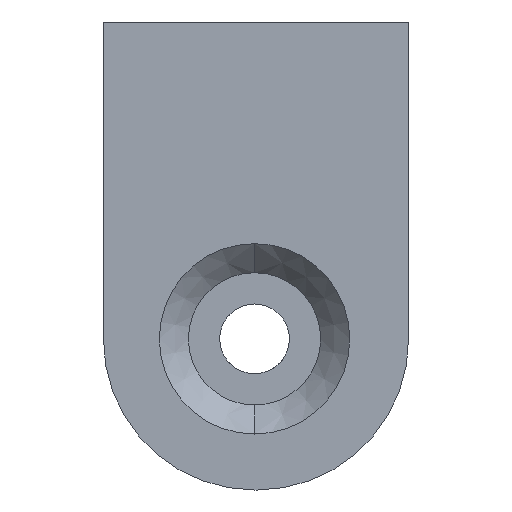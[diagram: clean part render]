
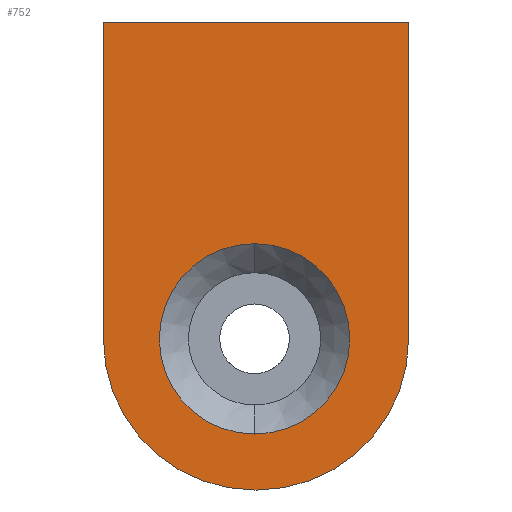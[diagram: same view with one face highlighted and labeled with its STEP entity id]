
A CAD part, front view. The second image highlights one B-rep face of the part: STEP entity #752.
In plain terms, the highlighted planar face has unit normal (0, -1, 0).
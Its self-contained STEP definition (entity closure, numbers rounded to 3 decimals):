
#4 = AXIS2_PLACEMENT_3D ( 'NONE', #868, #453, #42 ) ;
#10 = ORIENTED_EDGE ( 'NONE', *, *, #70, .F. ) ;
#18 = CARTESIAN_POINT ( 'NONE',  ( -5.3, 0., 5.2 ) ) ;
#27 = VERTEX_POINT ( 'NONE', #268 ) ;
#35 = DIRECTION ( 'NONE',  ( -1., 0., 0. ) ) ;
#42 = DIRECTION ( 'NONE',  ( 0., 0., 1. ) ) ;
#67 = FACE_BOUND ( 'NONE', #231, .T. ) ;
#69 = CARTESIAN_POINT ( 'NONE',  ( 0., 0., 16.1 ) ) ;
#70 = EDGE_CURVE ( 'NONE', #694, #262, #196, .T. ) ;
#71 = LINE ( 'NONE', #431, #781 ) ;
#80 = DIRECTION ( 'NONE',  ( 0., 1., 0. ) ) ;
#133 = EDGE_CURVE ( 'NONE', #828, #27, #730, .T. ) ;
#145 = CARTESIAN_POINT ( 'NONE',  ( -10.5, 0., 16.1 ) ) ;
#148 = DIRECTION ( 'NONE',  ( 0., -1., 0. ) ) ;
#150 = EDGE_CURVE ( 'NONE', #262, #694, #372, .T. ) ;
#156 = ORIENTED_EDGE ( 'NONE', *, *, #853, .T. ) ;
#162 = DIRECTION ( 'NONE',  ( 1., 0., 0. ) ) ;
#196 = CIRCLE ( 'NONE', #387, 3.275 ) ;
#215 = DIRECTION ( 'NONE',  ( 0., 0., 1. ) ) ;
#231 = EDGE_LOOP ( 'NONE', ( #10, #551 ) ) ;
#255 = EDGE_CURVE ( 'NONE', #664, #828, #71, .T. ) ;
#262 = VERTEX_POINT ( 'NONE', #857 ) ;
#268 = CARTESIAN_POINT ( 'NONE',  ( -10.5, 0., 5.2 ) ) ;
#285 = ORIENTED_EDGE ( 'NONE', *, *, #133, .T. ) ;
#300 = DIRECTION ( 'NONE',  ( 0., 0., -1. ) ) ;
#307 = CIRCLE ( 'NONE', #4, 5.2 ) ;
#313 = ORIENTED_EDGE ( 'NONE', *, *, #527, .F. ) ;
#315 = DIRECTION ( 'NONE',  ( 0., 0., 1. ) ) ;
#327 = CARTESIAN_POINT ( 'NONE',  ( 0., 0., 5.2 ) ) ;
#346 = CARTESIAN_POINT ( 'NONE',  ( -5.3, 0., 1.925 ) ) ;
#361 = ORIENTED_EDGE ( 'NONE', *, *, #255, .T. ) ;
#363 = CARTESIAN_POINT ( 'NONE',  ( 0., 0., 0. ) ) ;
#371 = DIRECTION ( 'NONE',  ( 0., 0., 1. ) ) ;
#372 = CIRCLE ( 'NONE', #901, 3.275 ) ;
#379 = AXIS2_PLACEMENT_3D ( 'NONE', #886, #595, #464 ) ;
#387 = AXIS2_PLACEMENT_3D ( 'NONE', #18, #148, #502 ) ;
#430 = VERTEX_POINT ( 'NONE', #659 ) ;
#431 = CARTESIAN_POINT ( 'NONE',  ( 0., 0., 16.1 ) ) ;
#441 = EDGE_CURVE ( 'NONE', #559, #27, #307, .T. ) ;
#449 = EDGE_LOOP ( 'NONE', ( #156, #361, #285, #784, #623, #313 ) ) ;
#453 = DIRECTION ( 'NONE',  ( 0., 1., 0. ) ) ;
#464 = DIRECTION ( 'NONE',  ( 0., 0., 1. ) ) ;
#500 = VERTEX_POINT ( 'NONE', #327 ) ;
#502 = DIRECTION ( 'NONE',  ( 0., 0., 1. ) ) ;
#527 = EDGE_CURVE ( 'NONE', #500, #430, #896, .T. ) ;
#542 = VECTOR ( 'NONE', #300, 1000. ) ;
#551 = ORIENTED_EDGE ( 'NONE', *, *, #150, .F. ) ;
#559 = VERTEX_POINT ( 'NONE', #744 ) ;
#565 = LINE ( 'NONE', #363, #789 ) ;
#595 = DIRECTION ( 'NONE',  ( 0., 1., 0. ) ) ;
#623 = ORIENTED_EDGE ( 'NONE', *, *, #867, .T. ) ;
#659 = CARTESIAN_POINT ( 'NONE',  ( -5.2, 0., 0. ) ) ;
#664 = VERTEX_POINT ( 'NONE', #69 ) ;
#694 = VERTEX_POINT ( 'NONE', #346 ) ;
#703 = PLANE ( 'NONE',  #832 ) ;
#730 = LINE ( 'NONE', #860, #542 ) ;
#744 = CARTESIAN_POINT ( 'NONE',  ( -5.3, 0., 0. ) ) ;
#745 = VECTOR ( 'NONE', #371, 1000. ) ;
#752 = ADVANCED_FACE ( 'NONE', ( #67, #882 ), #703, .F. ) ;
#766 = LINE ( 'NONE', #858, #745 ) ;
#781 = VECTOR ( 'NONE', #35, 1000. ) ;
#784 = ORIENTED_EDGE ( 'NONE', *, *, #441, .F. ) ;
#788 = CARTESIAN_POINT ( 'NONE',  ( -5.3, 0., 5.2 ) ) ;
#789 = VECTOR ( 'NONE', #162, 1000. ) ;
#795 = DIRECTION ( 'NONE',  ( 0., -1., 0. ) ) ;
#828 = VERTEX_POINT ( 'NONE', #145 ) ;
#832 = AXIS2_PLACEMENT_3D ( 'NONE', #834, #80, #215 ) ;
#834 = CARTESIAN_POINT ( 'NONE',  ( 0., 0., 0. ) ) ;
#853 = EDGE_CURVE ( 'NONE', #500, #664, #766, .T. ) ;
#857 = CARTESIAN_POINT ( 'NONE',  ( -5.3, 0., 8.475 ) ) ;
#858 = CARTESIAN_POINT ( 'NONE',  ( 0., 0., 0. ) ) ;
#860 = CARTESIAN_POINT ( 'NONE',  ( -10.5, 0., 0. ) ) ;
#867 = EDGE_CURVE ( 'NONE', #559, #430, #565, .T. ) ;
#868 = CARTESIAN_POINT ( 'NONE',  ( -5.3, 0., 5.2 ) ) ;
#882 = FACE_OUTER_BOUND ( 'NONE', #449, .T. ) ;
#886 = CARTESIAN_POINT ( 'NONE',  ( -5.2, 0., 5.2 ) ) ;
#896 = CIRCLE ( 'NONE', #379, 5.2 ) ;
#901 = AXIS2_PLACEMENT_3D ( 'NONE', #788, #795, #315 ) ;
